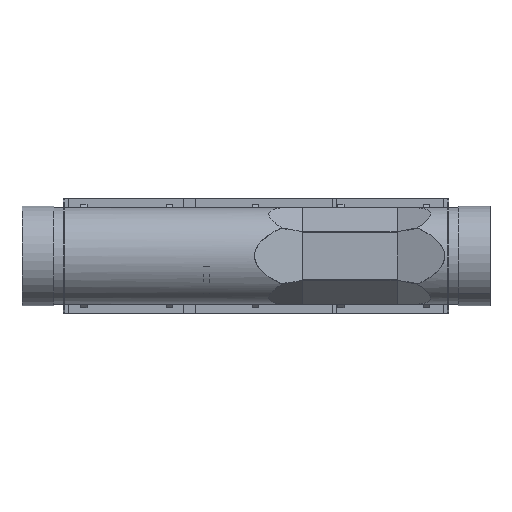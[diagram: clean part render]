
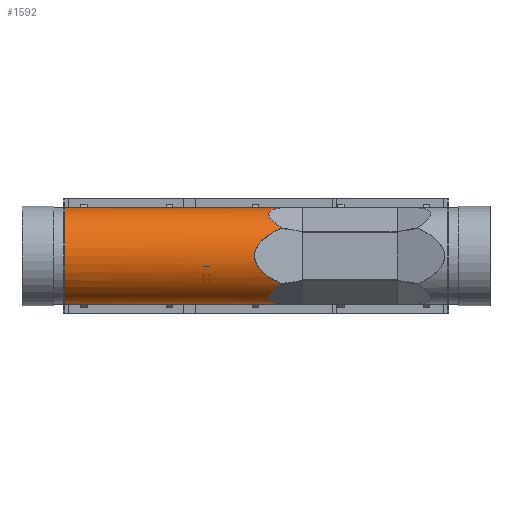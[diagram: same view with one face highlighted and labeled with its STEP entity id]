
A CAD part, front view. The second image highlights one B-rep face of the part: STEP entity #1592.
In plain terms, the highlighted cylindrical face has radius 387.35 mm (diameter 774.7 mm), a partial arc.
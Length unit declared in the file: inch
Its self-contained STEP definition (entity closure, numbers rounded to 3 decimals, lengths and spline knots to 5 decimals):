
#110 = DIRECTION ( 'NONE',  ( -1., 0., 0. ) ) ;
#544 = CARTESIAN_POINT ( 'NONE',  ( -60.25, 15., -15.25 ) ) ;
#660 = CYLINDRICAL_SURFACE ( 'NONE', #3907, 15.25 ) ;
#748 = LINE ( 'NONE', #4628, #7217 ) ;
#780 = EDGE_CURVE ( 'NONE', #6154, #2783, #5397, .T. ) ;
#862 = CARTESIAN_POINT ( 'NONE',  ( 10.16155, 15., 15.25 ) ) ;
#1092 = ORIENTED_EDGE ( 'NONE', *, *, #3116, .T. ) ;
#1204 = EDGE_CURVE ( 'NONE', #6423, #1474, #6241, .T. ) ;
#1287 = CARTESIAN_POINT ( 'NONE',  ( 60.5, 15., 0. ) ) ;
#1406 = CARTESIAN_POINT ( 'NONE',  ( 8.10879, 2.60607, 8.88556 ) ) ;
#1474 = VERTEX_POINT ( 'NONE', #544 ) ;
#1475 = CARTESIAN_POINT ( 'NONE',  ( 8.10879, 2.60607, -8.88556 ) ) ;
#1592 = ADVANCED_FACE ( 'NONE', ( #3450 ), #660, .T. ) ;
#1654 = CARTESIAN_POINT ( 'NONE',  ( 2.65197, 9.98674, -15.25 ) ) ;
#1879 = EDGE_CURVE ( 'NONE', #5993, #6617, #6940, .T. ) ;
#1932 = CARTESIAN_POINT ( 'NONE',  ( 8.10879, 2.60607, 8.88556 ) ) ;
#2028 = CARTESIAN_POINT ( 'NONE',  ( -60.25, 15., 0. ) ) ;
#2058 = CARTESIAN_POINT ( 'NONE',  ( 8.10879, 2.60607, -8.88556 ) ) ;
#2238 = CARTESIAN_POINT ( 'NONE',  ( 60.5, 15., -15.25 ) ) ;
#2561 = CARTESIAN_POINT ( 'NONE',  ( 1.91334, 5.5271, 12.95992 ) ) ;
#2741 = CARTESIAN_POINT ( 'NONE',  ( 8.10879, 2.60607, 8.88556 ) ) ;
#2783 = VERTEX_POINT ( 'NONE', #2741 ) ;
#2791 = ORIENTED_EDGE ( 'NONE', *, *, #780, .F. ) ;
#2934 = EDGE_CURVE ( 'NONE', #6154, #6423, #748, .T. ) ;
#3116 = EDGE_CURVE ( 'NONE', #6617, #2783, #6149, .T. ) ;
#3155 = CARTESIAN_POINT ( 'NONE',  ( 10.16155, 15., 15.25 ) ) ;
#3231 = CARTESIAN_POINT ( 'NONE',  ( -3.72298, -1.33785, 3.38442 ) ) ;
#3450 = FACE_OUTER_BOUND ( 'NONE', #7277, .T. ) ;
#3557 = DIRECTION ( 'NONE',  ( -1., 0., 0. ) ) ;
#3646 = DIRECTION ( 'NONE',  ( -1., 0., 0. ) ) ;
#3907 = AXIS2_PLACEMENT_3D ( 'NONE', #1287, #3557, #5795 ) ;
#4017 = LINE ( 'NONE', #2238, #5233 ) ;
#4241 = ORIENTED_EDGE ( 'NONE', *, *, #1879, .T. ) ;
#4355 = CARTESIAN_POINT ( 'NONE',  ( 8.10879, 2.60607, -8.88556 ) ) ;
#4460 = CARTESIAN_POINT ( 'NONE',  ( 10.16155, 15., -15.25 ) ) ;
#4582 = CARTESIAN_POINT ( 'NONE',  ( -60.25, 15., 15.25 ) ) ;
#4628 = CARTESIAN_POINT ( 'NONE',  ( 60.5, 15., 15.25 ) ) ;
#4715 = AXIS2_PLACEMENT_3D ( 'NONE', #2028, #6942, #5977 ) ;
#4934 = ORIENTED_EDGE ( 'NONE', *, *, #1204, .T. ) ;
#5233 = VECTOR ( 'NONE', #110, 39.37008 ) ;
#5397 =( BOUNDED_CURVE ( )  B_SPLINE_CURVE ( 3, ( #862, #6991, #2561, #1932 ),
 .UNSPECIFIED., .F., .T. ) 
 B_SPLINE_CURVE_WITH_KNOTS ( ( 4, 4 ),
 ( 5.75959, 6.70839 ),
 .UNSPECIFIED. ) 
 CURVE ( )  GEOMETRIC_REPRESENTATION_ITEM ( )  RATIONAL_B_SPLINE_CURVE ( ( 1., 0.926, 0.926, 1. ) ) 
 REPRESENTATION_ITEM ( '' )  );
#5414 = EDGE_CURVE ( 'NONE', #5993, #1474, #4017, .T. ) ;
#5795 = DIRECTION ( 'NONE',  ( 0., 0., 1. ) ) ;
#5846 = CARTESIAN_POINT ( 'NONE',  ( 10.16155, 15., -15.25 ) ) ;
#5880 = ORIENTED_EDGE ( 'NONE', *, *, #5414, .F. ) ;
#5970 = CARTESIAN_POINT ( 'NONE',  ( 1.91334, 5.5271, -12.95992 ) ) ;
#5977 = DIRECTION ( 'NONE',  ( 0., 0., -1. ) ) ;
#5993 = VERTEX_POINT ( 'NONE', #5846 ) ;
#6149 =( BOUNDED_CURVE ( )  B_SPLINE_CURVE ( 3, ( #1475, #6473, #3231, #1406 ),
 .UNSPECIFIED., .F., .T. ) 
 B_SPLINE_CURVE_WITH_KNOTS ( ( 4, 4 ),
 ( 5.66119, 6.90518 ),
 .UNSPECIFIED. ) 
 CURVE ( )  GEOMETRIC_REPRESENTATION_ITEM ( )  RATIONAL_B_SPLINE_CURVE ( ( 1., 0.875, 0.875, 1. ) ) 
 REPRESENTATION_ITEM ( '' )  );
#6154 = VERTEX_POINT ( 'NONE', #3155 ) ;
#6241 = CIRCLE ( 'NONE', #4715, 15.25 ) ;
#6423 = VERTEX_POINT ( 'NONE', #4582 ) ;
#6473 = CARTESIAN_POINT ( 'NONE',  ( -3.72298, -1.33785, -3.38442 ) ) ;
#6617 = VERTEX_POINT ( 'NONE', #4355 ) ;
#6940 =( BOUNDED_CURVE ( )  B_SPLINE_CURVE ( 3, ( #4460, #1654, #5970, #2058 ),
 .UNSPECIFIED., .F., .T. ) 
 B_SPLINE_CURVE_WITH_KNOTS ( ( 4, 4 ),
 ( 5.75959, 6.70839 ),
 .UNSPECIFIED. ) 
 CURVE ( )  GEOMETRIC_REPRESENTATION_ITEM ( )  RATIONAL_B_SPLINE_CURVE ( ( 1., 0.926, 0.926, 1. ) ) 
 REPRESENTATION_ITEM ( '' )  );
#6942 = DIRECTION ( 'NONE',  ( 1., 0., 0. ) ) ;
#6991 = CARTESIAN_POINT ( 'NONE',  ( 2.65197, 9.98674, 15.25 ) ) ;
#6993 = ORIENTED_EDGE ( 'NONE', *, *, #2934, .T. ) ;
#7217 = VECTOR ( 'NONE', #3646, 39.37008 ) ;
#7277 = EDGE_LOOP ( 'NONE', ( #1092, #2791, #6993, #4934, #5880, #4241 ) ) ;
